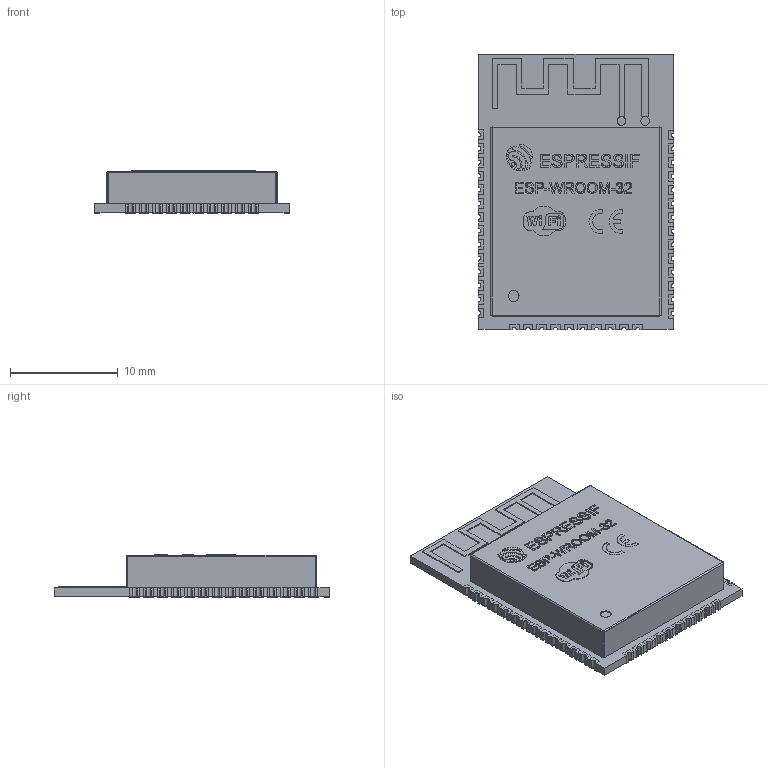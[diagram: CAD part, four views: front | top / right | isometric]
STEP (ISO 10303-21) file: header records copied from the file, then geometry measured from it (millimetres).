
FILE_DESCRIPTION(('FreeCAD Model'),'2;1');
FILE_NAME('Open CASCADE Shape Model','2025-02-27T20:53:11',(''),(''), 'Open CASCADE STEP processor 7.8','FreeCAD','Unknown');
FILE_SCHEMA(('AP242_MANAGED_MODEL_BASED_3D_ENGINEERING_MIM_LF. {1 0 10303 442 1 1 4 }'));
Length unit declared in the file: millimetre
Products named in the file (16): esp32_wr_32D_module; PCB_mince; Box; Text_ESP32; Text_Espressif; Pins_H; pin_001; Pins_Left; pin_002; Pins_Right; pin_003; Logo_WIFI; Logo_espressif_petit; Cylindre; Cylindre001; Logo_CE002
Assembly tree (50 placements, depth 3):
  esp32_wr_32D_module
    PCB_mince
    Box
    Text_ESP32
    Text_Espressif
    Pins_H
      pin_001  x10
    Pins_Left
      pin_002  x14
    Pins_Right
      pin_003  x14
    Logo_WIFI
    Logo_espressif_petit
    Cylindre
    Cylindre001
    Logo_CE002
Bounding box: 18.1 x 25.55 x 3.9 mm (x, y, z)
Volume: 426.6 mm3; surface area: 2120.8 mm2
Topology: 74 solids, 74 shells, 1138 faces, 2979 edges, 1990 vertices
Faces by surface type: plane 642, extrusion 409, cylinder 87
Full cylindrical faces by diameter (mm): 0.8 x2, 1 x1
Entity records: 53433 total; most frequent: CARTESIAN_POINT 12981, DIRECTION 5932, VECTOR 4686, ORIENTED_EDGE 4278, PCURVE 4278, DEFINITIONAL_REPRESENTATION 4278, LINE 4277, EDGE_CURVE 2139
